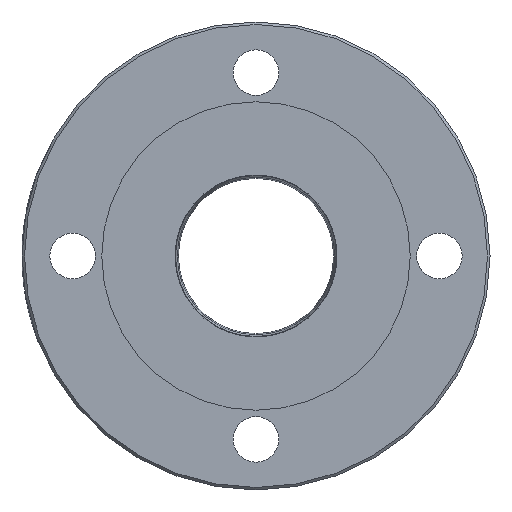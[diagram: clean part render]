
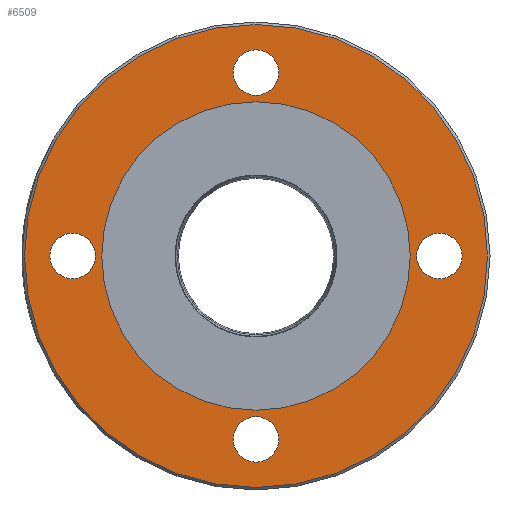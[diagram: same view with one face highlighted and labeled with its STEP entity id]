
A CAD part, left-side view. The second image highlights one B-rep face of the part: STEP entity #6509.
In plain terms, the highlighted planar face has unit normal (-1, 0, 0).
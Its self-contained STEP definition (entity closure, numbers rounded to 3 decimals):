
#306 = CARTESIAN_POINT ( 'NONE',  ( 3.048, 0., 0. ) ) ;
#1078 = FACE_BOUND ( 'NONE', #8887, .T. ) ;
#1295 = ORIENTED_EDGE ( 'NONE', *, *, #1813, .T. ) ;
#1467 = EDGE_LOOP ( 'NONE', ( #9162 ) ) ;
#1471 = AXIS2_PLACEMENT_3D ( 'NONE', #4579, #2867, #4840 ) ;
#1813 = EDGE_CURVE ( 'NONE', #3295, #3295, #6320, .T. ) ;
#1939 = CIRCLE ( 'NONE', #2336, 9. ) ;
#2299 = ORIENTED_EDGE ( 'NONE', *, *, #11142, .T. ) ;
#2336 = AXIS2_PLACEMENT_3D ( 'NONE', #3362, #7347, #12369 ) ;
#2686 = AXIS2_PLACEMENT_3D ( 'NONE', #10495, #5373, #9436 ) ;
#2867 = DIRECTION ( 'NONE',  ( -1., 0., 0. ) ) ;
#3006 = DIRECTION ( 'NONE',  ( 0., 0., -1. ) ) ;
#3138 = EDGE_LOOP ( 'NONE', ( #11930 ) ) ;
#3146 = CARTESIAN_POINT ( 'NONE',  ( 3.048, 0., 72.5 ) ) ;
#3295 = VERTEX_POINT ( 'NONE', #5777 ) ;
#3362 = CARTESIAN_POINT ( 'NONE',  ( 3.048, 0., -72.5 ) ) ;
#3766 = CARTESIAN_POINT ( 'NONE',  ( 3.048, -9., -72.5 ) ) ;
#3846 = EDGE_LOOP ( 'NONE', ( #2299 ) ) ;
#3863 = CARTESIAN_POINT ( 'NONE',  ( 3.048, -72.5, 0. ) ) ;
#4046 = EDGE_CURVE ( 'NONE', #12188, #12188, #9037, .T. ) ;
#4357 = ORIENTED_EDGE ( 'NONE', *, *, #4046, .T. ) ;
#4579 = CARTESIAN_POINT ( 'NONE',  ( 3.048, 0., 0. ) ) ;
#4793 = CARTESIAN_POINT ( 'NONE',  ( 3.048, -72.5, 9. ) ) ;
#4840 = DIRECTION ( 'NONE',  ( 0., 0., -1. ) ) ;
#4855 = CARTESIAN_POINT ( 'NONE',  ( 3.048, 0., 0. ) ) ;
#4921 = CIRCLE ( 'NONE', #4992, 9. ) ;
#4992 = AXIS2_PLACEMENT_3D ( 'NONE', #3863, #11016, #6938 ) ;
#5293 = DIRECTION ( 'NONE',  ( 1., 0., 0. ) ) ;
#5373 = DIRECTION ( 'NONE',  ( 1., 0., 0. ) ) ;
#5603 = VERTEX_POINT ( 'NONE', #3766 ) ;
#5777 = CARTESIAN_POINT ( 'NONE',  ( 3.048, 0., -91.5 ) ) ;
#5824 = CARTESIAN_POINT ( 'NONE',  ( 3.048, 9., 72.5 ) ) ;
#6037 = FACE_BOUND ( 'NONE', #1467, .T. ) ;
#6234 = EDGE_CURVE ( 'NONE', #9676, #9676, #9327, .T. ) ;
#6296 = DIRECTION ( 'NONE',  ( 0., 0., -1. ) ) ;
#6320 = CIRCLE ( 'NONE', #1471, 91.5 ) ;
#6326 = AXIS2_PLACEMENT_3D ( 'NONE', #3146, #7168, #11117 ) ;
#6509 = ADVANCED_FACE ( 'NONE', ( #11350, #7130, #12758, #12450, #1078, #6037 ), #9346, .F. ) ;
#6758 = AXIS2_PLACEMENT_3D ( 'NONE', #4855, #11917, #3006 ) ;
#6938 = DIRECTION ( 'NONE',  ( 0., 0., 1. ) ) ;
#7130 = FACE_BOUND ( 'NONE', #12436, .T. ) ;
#7168 = DIRECTION ( 'NONE',  ( 1., 0., 0. ) ) ;
#7347 = DIRECTION ( 'NONE',  ( 1., 0., 0. ) ) ;
#8887 = EDGE_LOOP ( 'NONE', ( #4357 ) ) ;
#8896 = EDGE_CURVE ( 'NONE', #5603, #5603, #1939, .T. ) ;
#9037 = CIRCLE ( 'NONE', #2686, 9. ) ;
#9162 = ORIENTED_EDGE ( 'NONE', *, *, #12349, .T. ) ;
#9327 = CIRCLE ( 'NONE', #6326, 9. ) ;
#9346 = PLANE ( 'NONE',  #11681 ) ;
#9352 = VERTEX_POINT ( 'NONE', #11814 ) ;
#9436 = DIRECTION ( 'NONE',  ( 0., 0., -1. ) ) ;
#9676 = VERTEX_POINT ( 'NONE', #5824 ) ;
#9837 = ORIENTED_EDGE ( 'NONE', *, *, #8896, .T. ) ;
#10495 = CARTESIAN_POINT ( 'NONE',  ( 3.048, 72.5, 0. ) ) ;
#10868 = CARTESIAN_POINT ( 'NONE',  ( 3.048, 72.5, -9. ) ) ;
#11016 = DIRECTION ( 'NONE',  ( 1., 0., 0. ) ) ;
#11117 = DIRECTION ( 'NONE',  ( 0., 1., 0. ) ) ;
#11142 = EDGE_CURVE ( 'NONE', #12327, #12327, #4921, .T. ) ;
#11350 = FACE_OUTER_BOUND ( 'NONE', #12284, .T. ) ;
#11681 = AXIS2_PLACEMENT_3D ( 'NONE', #306, #5293, #6296 ) ;
#11814 = CARTESIAN_POINT ( 'NONE',  ( 3.048, 0., -60.96 ) ) ;
#11886 = CIRCLE ( 'NONE', #6758, 60.96 ) ;
#11917 = DIRECTION ( 'NONE',  ( 1., 0., 0. ) ) ;
#11930 = ORIENTED_EDGE ( 'NONE', *, *, #6234, .T. ) ;
#12188 = VERTEX_POINT ( 'NONE', #10868 ) ;
#12284 = EDGE_LOOP ( 'NONE', ( #1295 ) ) ;
#12327 = VERTEX_POINT ( 'NONE', #4793 ) ;
#12349 = EDGE_CURVE ( 'NONE', #9352, #9352, #11886, .T. ) ;
#12369 = DIRECTION ( 'NONE',  ( 0., -1., 0. ) ) ;
#12436 = EDGE_LOOP ( 'NONE', ( #9837 ) ) ;
#12450 = FACE_BOUND ( 'NONE', #3138, .T. ) ;
#12758 = FACE_BOUND ( 'NONE', #3846, .T. ) ;
